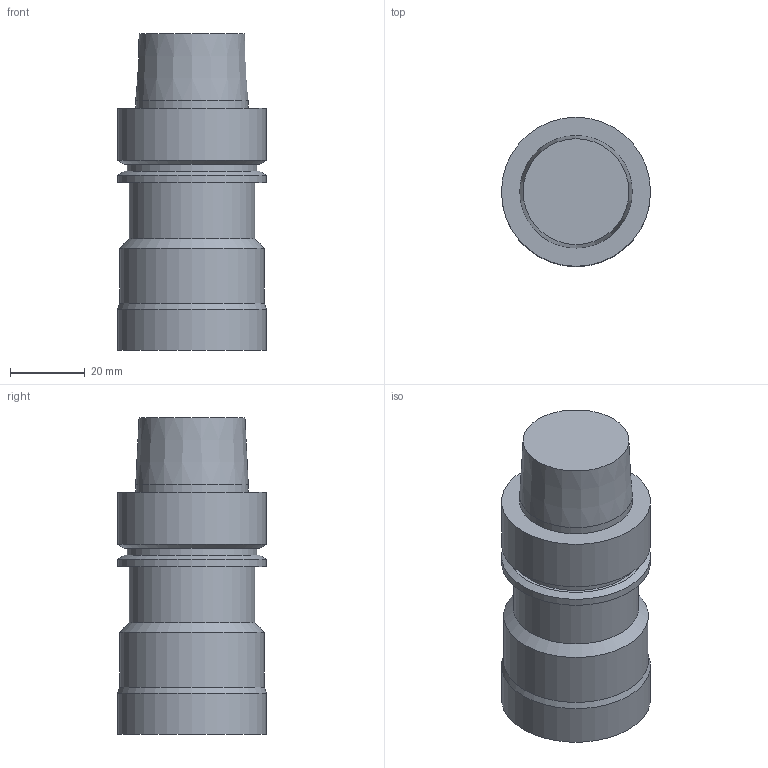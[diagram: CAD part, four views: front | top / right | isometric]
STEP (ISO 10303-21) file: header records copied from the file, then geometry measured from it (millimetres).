
FILE_DESCRIPTION((''),'1');
FILE_NAME('HSK-A40-FCM40114-65.stp','2012-05-30T04:18:07',(''),(''),'Spatial Interop R18','Kubotek KeyCreator V8.5.1 (14335)',' ');
FILE_SCHEMA(('CONFIG_CONTROL_DESIGN'));
Length unit declared in the file: millimetre
Products named in the file (1): 1
Bounding box: 40 x 40 x 85 mm (x, y, z)
Volume: 87130.2 mm3; surface area: 12948.9 mm2
Topology: 1 solids, 1 shells, 18 faces, 29 edges, 17 vertices
Faces by surface type: cylinder 7, plane 6, cone 5
Full cylindrical faces by diameter (mm): 30.2 x1, 33.6 x1, 34.8 x1, 38.8 x1, 40 x3
Entity records: 398 total; most frequent: DIRECTION 72, CARTESIAN_POINT 53, AXIS2_PLACEMENT_3D 36, EDGE_LOOP 34, ORIENTED_EDGE 34, FACE_BOUND 28, ADVANCED_FACE 18, EDGE_CURVE 17
